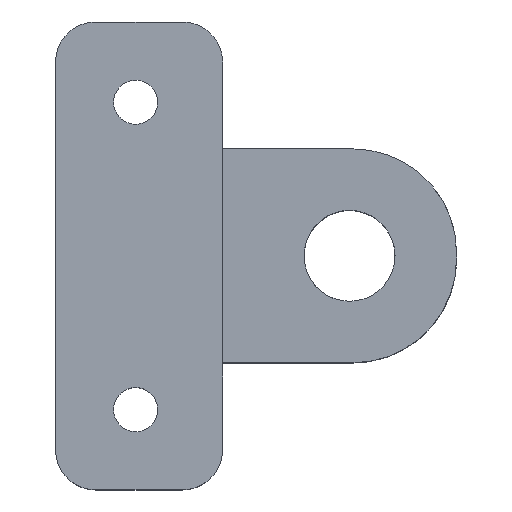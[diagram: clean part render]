
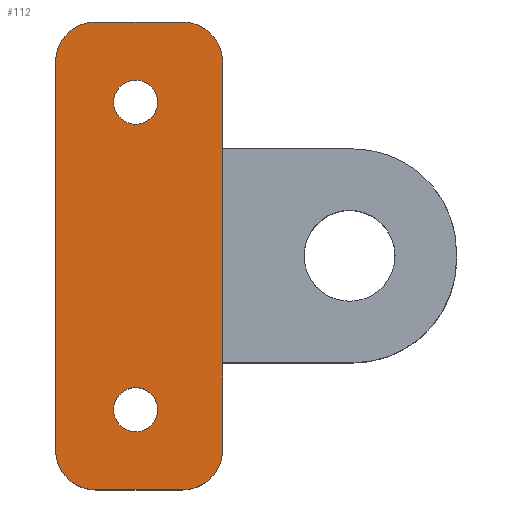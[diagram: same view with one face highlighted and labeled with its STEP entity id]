
A CAD part, top view. The second image highlights one B-rep face of the part: STEP entity #112.
In plain terms, the highlighted planar face has unit normal (0, 0, 1).
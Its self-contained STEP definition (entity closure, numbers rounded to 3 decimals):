
#112=ADVANCED_FACE('',(#161,#162,#163),#164,.F.);
#161=FACE_BOUND('',#216,.T.);
#162=FACE_BOUND('',#217,.T.);
#163=FACE_OUTER_BOUND('',#218,.T.);
#164=PLANE('',#219);
#216=EDGE_LOOP('',(#372));
#217=EDGE_LOOP('',(#373));
#218=EDGE_LOOP('',(#374,#375,#376,#377,#378,#379,#380,#381,#382,#383));
#219=AXIS2_PLACEMENT_3D('',#384,#385,#386);
#372=ORIENTED_EDGE('',*,*,#422,.F.);
#373=ORIENTED_EDGE('',*,*,#420,.F.);
#374=ORIENTED_EDGE('',*,*,#436,.F.);
#375=ORIENTED_EDGE('',*,*,#438,.F.);
#376=ORIENTED_EDGE('',*,*,#428,.T.);
#377=ORIENTED_EDGE('',*,*,#441,.F.);
#378=ORIENTED_EDGE('',*,*,#444,.F.);
#379=ORIENTED_EDGE('',*,*,#447,.F.);
#380=ORIENTED_EDGE('',*,*,#450,.F.);
#381=ORIENTED_EDGE('',*,*,#462,.F.);
#382=ORIENTED_EDGE('',*,*,#425,.F.);
#383=ORIENTED_EDGE('',*,*,#433,.F.);
#384=CARTESIAN_POINT('',(6.25,35.0,-4.4));
#385=DIRECTION('',(0.0,0.0,-1.0));
#386=DIRECTION('',(1.0,0.0,0.0));
#420=EDGE_CURVE('',#486,#486,#487,.F.);
#422=EDGE_CURVE('',#490,#490,#491,.F.);
#425=EDGE_CURVE('',#494,#497,#498,.T.);
#428=EDGE_CURVE('',#502,#503,#504,.T.);
#433=EDGE_CURVE('',#510,#494,#513,.T.);
#436=EDGE_CURVE('',#515,#510,#518,.T.);
#438=EDGE_CURVE('',#502,#515,#520,.T.);
#441=EDGE_CURVE('',#522,#503,#525,.T.);
#444=EDGE_CURVE('',#527,#522,#530,.T.);
#447=EDGE_CURVE('',#532,#527,#535,.T.);
#450=EDGE_CURVE('',#537,#532,#540,.T.);
#462=EDGE_CURVE('',#497,#537,#556,.T.);
#486=VERTEX_POINT('',#697);
#487=CIRCLE('',#698,1.65);
#490=VERTEX_POINT('',#701);
#491=CIRCLE('',#702,1.65);
#494=VERTEX_POINT('',#705);
#497=VERTEX_POINT('',#709);
#498=LINE('',#710,#711);
#502=VERTEX_POINT('',#717);
#503=VERTEX_POINT('',#718);
#504=LINE('',#719,#720);
#510=VERTEX_POINT('',#729);
#513=CIRCLE('',#733,3.0);
#515=VERTEX_POINT('',#735);
#518=LINE('',#739,#740);
#520=CIRCLE('',#743,3.0);
#522=VERTEX_POINT('',#745);
#525=CIRCLE('',#749,3.0);
#527=VERTEX_POINT('',#751);
#530=LINE('',#755,#756);
#532=VERTEX_POINT('',#759);
#535=CIRCLE('',#763,3.0);
#537=VERTEX_POINT('',#765);
#540=LINE('',#769,#770);
#556=LINE('',#795,#796);
#697=CARTESIAN_POINT('',(4.35,11.5,-4.4));
#698=AXIS2_PLACEMENT_3D('',#814,#815,#816);
#701=CARTESIAN_POINT('',(4.35,-11.5,-4.4));
#702=AXIS2_PLACEMENT_3D('',#820,#821,#822);
#705=CARTESIAN_POINT('',(12.5,14.5,-4.4));
#709=CARTESIAN_POINT('',(12.5,8.0,-4.4));
#710=CARTESIAN_POINT('',(12.5,35.0,-4.4));
#711=VECTOR('',#827,1.0);
#717=CARTESIAN_POINT('',(0.0,14.5,-4.4));
#718=CARTESIAN_POINT('',(0.0,-14.5,-4.4));
#719=CARTESIAN_POINT('',(0.0,35.0,-4.4));
#720=VECTOR('',#830,1.0);
#729=CARTESIAN_POINT('',(9.5,17.5,-4.4));
#733=AXIS2_PLACEMENT_3D('',#835,#836,#837);
#735=CARTESIAN_POINT('',(3.0,17.5,-4.4));
#739=CARTESIAN_POINT('',(6.25,17.5,-4.4));
#740=VECTOR('',#842,1.0);
#743=AXIS2_PLACEMENT_3D('',#844,#845,#846);
#745=CARTESIAN_POINT('',(3.0,-17.5,-4.4));
#749=AXIS2_PLACEMENT_3D('',#851,#852,#853);
#751=CARTESIAN_POINT('',(9.5,-17.5,-4.4));
#755=CARTESIAN_POINT('',(6.25,-17.5,-4.4));
#756=VECTOR('',#858,1.0);
#759=CARTESIAN_POINT('',(12.5,-14.5,-4.4));
#763=AXIS2_PLACEMENT_3D('',#861,#862,#863);
#765=CARTESIAN_POINT('',(12.5,-8.0,-4.4));
#769=CARTESIAN_POINT('',(12.5,35.0,-4.4));
#770=VECTOR('',#868,1.0);
#795=CARTESIAN_POINT('',(12.5,35.0,-4.4));
#796=VECTOR('',#884,1.0);
#814=CARTESIAN_POINT('',(6.0,11.5,-4.4));
#815=DIRECTION('',(0.0,0.0,-1.0));
#816=DIRECTION('',(-1.0,0.0,0.0));
#820=CARTESIAN_POINT('',(6.0,-11.5,-4.4));
#821=DIRECTION('',(0.0,0.0,-1.0));
#822=DIRECTION('',(-1.0,0.0,0.0));
#827=DIRECTION('',(0.0,-1.0,0.0));
#830=DIRECTION('',(0.0,-1.0,0.0));
#835=CARTESIAN_POINT('',(9.5,14.5,-4.4));
#836=DIRECTION('',(0.0,0.0,-1.0));
#837=DIRECTION('',(-1.0,0.0,0.0));
#842=DIRECTION('',(1.0,0.0,0.0));
#844=CARTESIAN_POINT('',(3.0,14.5,-4.4));
#845=DIRECTION('',(0.0,0.0,-1.0));
#846=DIRECTION('',(-1.0,0.0,0.0));
#851=CARTESIAN_POINT('',(3.0,-14.5,-4.4));
#852=DIRECTION('',(0.0,0.0,-1.0));
#853=DIRECTION('',(-1.0,0.0,0.0));
#858=DIRECTION('',(-1.0,0.,0.0));
#861=CARTESIAN_POINT('',(9.5,-14.5,-4.4));
#862=DIRECTION('',(0.0,0.0,-1.0));
#863=DIRECTION('',(-1.0,0.0,0.0));
#868=DIRECTION('',(0.0,-1.0,0.0));
#884=DIRECTION('',(0.0,-1.0,0.0));
